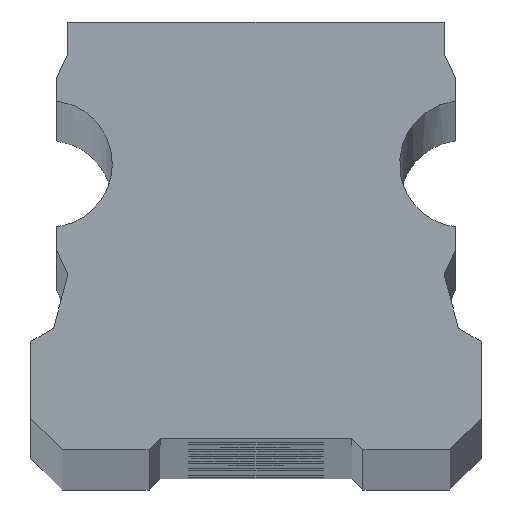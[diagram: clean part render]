
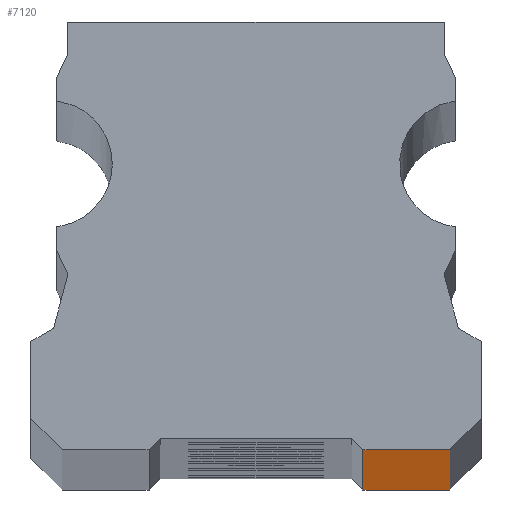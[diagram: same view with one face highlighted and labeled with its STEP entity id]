
A CAD part, top view. The second image highlights one B-rep face of the part: STEP entity #7120.
In plain terms, the highlighted free-form (B-spline) face has degree [1, 1] with [2, 2] control points.
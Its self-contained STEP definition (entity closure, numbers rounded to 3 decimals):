
#2040 = CARTESIAN_POINT ('', (4.75, 0., 510.));
#2050 = VERTEX_POINT ('', #2040);
#2110 = CARTESIAN_POINT ('', (8.6, 0., 510.));
#2120 = VERTEX_POINT ('', #2110);
#2130 = CARTESIAN_POINT ('', (8.6, 0., 510.));
#2140 = CARTESIAN_POINT ('', (4.75, 0., 510.));
#2150 = B_SPLINE_CURVE_WITH_KNOTS ('', 1, (#2130, #2140), .UNSPECIFIED., .F., .U., (2, 2), (0., 1.), .UNSPECIFIED.);
#2160 = EDGE_CURVE ('', #2120, #2050, #2150, .T.);
#4810 = CARTESIAN_POINT ('', (8.6, 0., -510.));
#4820 = VERTEX_POINT ('', #4810);
#4880 = CARTESIAN_POINT ('', (4.75, 0., -510.));
#4890 = VERTEX_POINT ('', #4880);
#4900 = CARTESIAN_POINT ('', (4.75, 0., -510.));
#4910 = CARTESIAN_POINT ('', (8.6, 0., -510.));
#4920 = B_SPLINE_CURVE_WITH_KNOTS ('', 1, (#4900, #4910), .UNSPECIFIED., .F., .U., (2, 2), (0., 1.), .UNSPECIFIED.);
#4930 = EDGE_CURVE ('', #4890, #4820, #4920, .T.);
#6830 = CARTESIAN_POINT ('', (8.6, 0., 510.));
#6840 = CARTESIAN_POINT ('', (8.6, 0., -510.));
#6850 = B_SPLINE_CURVE_WITH_KNOTS ('', 1, (#6830, #6840), .UNSPECIFIED., .F., .U., (2, 2), (0., 1.), .UNSPECIFIED.);
#6860 = EDGE_CURVE ('', #2120, #4820, #6850, .T.);
#6970 = CARTESIAN_POINT ('', (4.75, 0., -510.));
#6980 = CARTESIAN_POINT ('', (4.75, 0., 510.));
#6990 = B_SPLINE_CURVE_WITH_KNOTS ('', 1, (#6970, #6980), .UNSPECIFIED., .F., .U., (2, 2), (0., 1.), .UNSPECIFIED.);
#7000 = EDGE_CURVE ('', #4890, #2050, #6990, .T.);
#7010 = ORIENTED_EDGE ('', *, *, #7000, .F.);
#7020 = ORIENTED_EDGE ('', *, *, #4930, .T.);
#7030 = ORIENTED_EDGE ('', *, *, #6860, .F.);
#7040 = ORIENTED_EDGE ('', *, *, #2160, .T.);
#7050 = EDGE_LOOP ('', (#7010, #7020, #7030, #7040));
#7060 = FACE_OUTER_BOUND ('', #7050, .T.);
#7070 = CARTESIAN_POINT ('', (4.75, 0., 510.));
#7080 = CARTESIAN_POINT ('', (8.6, 0., 510.));
#7090 = CARTESIAN_POINT ('', (4.75, 0., -510.));
#7100 = CARTESIAN_POINT ('', (8.6, 0., -510.));
#7110 = B_SPLINE_SURFACE_WITH_KNOTS ('', 1, 1, ((#7070, #7080), (#7090, #7100)), .UNSPECIFIED., .F., .F., .U., (2, 2), (2, 2), (0., 1.), (0., 1.), .UNSPECIFIED.);
#7120 = ADVANCED_FACE ('', (#7060), #7110, .T.);
